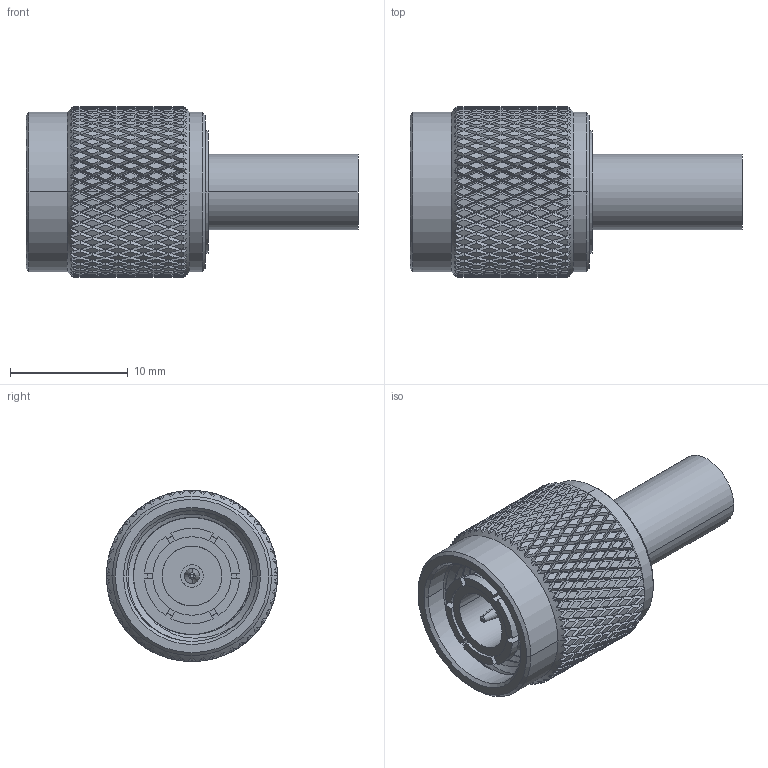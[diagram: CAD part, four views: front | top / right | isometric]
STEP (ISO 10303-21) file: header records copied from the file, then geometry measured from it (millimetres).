
FILE_DESCRIPTION (( 'STEP AP214' ), '1' );
FILE_NAME ('FMCN5266_3D.step', '2024-10-10T23:09:42', ( '' ), ( '' ), 'SwSTEP 2.0', 'SolidWorks 2022', '' );
FILE_SCHEMA (( 'AUTOMOTIVE_DESIGN' ));
Length unit declared in the file: inch
Products named in the file (1): FMCN5266_3D
Bounding box: 28.15 x 14.5 x 14.5 mm (x, y, z)
Volume: 2017.5 mm3; surface area: 2653.3 mm2
Topology: 2 solids, 2 shells, 2627 faces, 5559 edges, 2944 vertices
Faces by surface type: bspline 2005, cylinder 561, plane 37, cone 24
Entity records: 101147 total; most frequent: CARTESIAN_POINT 67343, ORIENTED_EDGE 11118, EDGE_CURVE 5559, VERTEX_POINT 2944, EDGE_LOOP 2637, ADVANCED_FACE 2627, FACE_OUTER_BOUND 2627, B_SPLINE_CURVE_WITH_KNOTS 2272
